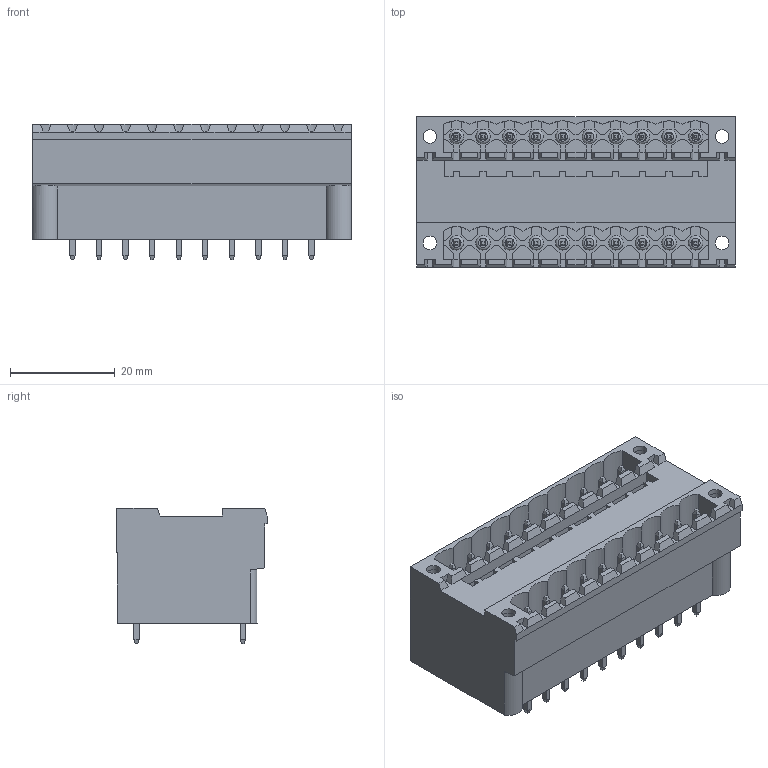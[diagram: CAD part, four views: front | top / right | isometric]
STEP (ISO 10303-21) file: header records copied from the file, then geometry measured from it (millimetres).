
FILE_DESCRIPTION( ( 'Unknown' ), '1' );
FILE_NAME( '691333500020.stp', 'Unknown', ( 'Unknown' ), ( 'Unknown' ), 'PSStep 17.0.49', 'Unknown', ' ' );
FILE_SCHEMA( ( 'AUTOMOTIVE_DESIGN { 1 0 10303 214 1 1 1 1 }' ) );
Length unit declared in the file: millimetre
Products named in the file (5): Assem1; 6913345000xx_PIN; 6913335000xx_INSERT; 691333500020; 691333500020_CAPOT
Assembly tree (26 placements, depth 2):
  Assem1
    6913345000xx_PIN  x20
    6913335000xx_INSERT  x4
    691333500020
    691333500020_CAPOT
Bounding box: 60.96 x 28.8 x 25.9 mm (x, y, z)
Volume: 12776.5 mm3; surface area: 24704.2 mm2
Topology: 26 solids, 26 shells, 1540 faces, 4102 edges, 2658 vertices
Faces by surface type: plane 1408, cylinder 104, torus 28
Full cylindrical faces by diameter (mm): 1.7 x18, 2.6 x8, 2.75 x20
Entity records: 49398 total; most frequent: CARTESIAN_POINT 7208, ORIENTED_EDGE 6812, DIRECTION 6194, EDGE_CURVE 3406, LINE 3130, VECTOR 3130, VERTEX_POINT 2282, AXIS2_PLACEMENT_3D 1532
